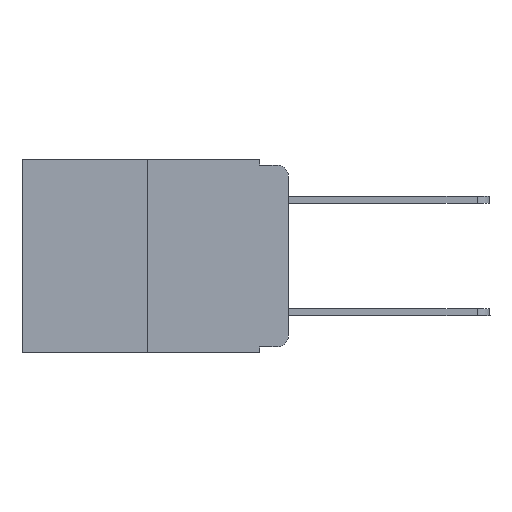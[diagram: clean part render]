
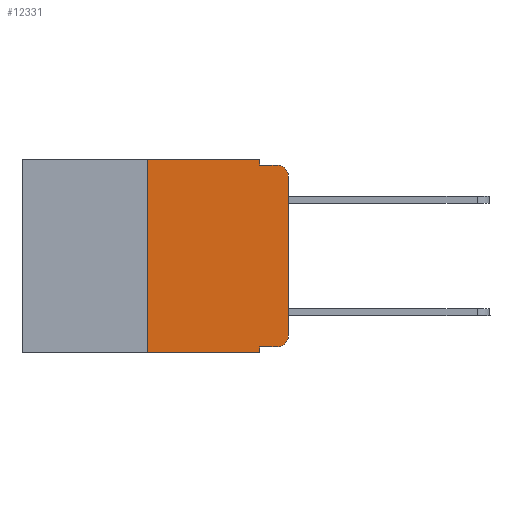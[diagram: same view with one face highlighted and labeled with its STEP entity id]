
A CAD part, left-side view. The second image highlights one B-rep face of the part: STEP entity #12331.
In plain terms, the highlighted planar face has unit normal (-1, 0, 0).
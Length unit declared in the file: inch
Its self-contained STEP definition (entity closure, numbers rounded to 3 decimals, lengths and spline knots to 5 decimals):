
#20 = VECTOR ( 'NONE', #19185, 39.37008 ) ;
#144 = VECTOR ( 'NONE', #14143, 39.37008 ) ;
#444 = VECTOR ( 'NONE', #14038, 39.37008 ) ;
#660 = CARTESIAN_POINT ( 'NONE',  ( 0., 0., 0. ) ) ;
#1125 = CARTESIAN_POINT ( 'NONE',  ( 0., 0., -0.313 ) ) ;
#1685 = CARTESIAN_POINT ( 'NONE',  ( 0., 0.051, 0. ) ) ;
#1737 = EDGE_LOOP ( 'NONE', ( #24306, #16453, #3341, #4164, #7341, #9760, #23611, #2415, #11969, #6456 ) ) ;
#1778 = EDGE_CURVE ( 'NONE', #15667, #2513, #11560, .T. ) ;
#1836 = EDGE_CURVE ( 'NONE', #22486, #20974, #13525, .T. ) ;
#1879 = CARTESIAN_POINT ( 'NONE',  ( 0., 0.473, 0. ) ) ;
#2415 = ORIENTED_EDGE ( 'NONE', *, *, #19740, .F. ) ;
#2513 = VERTEX_POINT ( 'NONE', #23246 ) ;
#2734 = LINE ( 'NONE', #660, #14353 ) ;
#3341 = ORIENTED_EDGE ( 'NONE', *, *, #6555, .F. ) ;
#3395 = DIRECTION ( 'NONE',  ( 0., 0., -1. ) ) ;
#3570 = CIRCLE ( 'NONE', #15331, 0.02 ) ;
#4154 = CARTESIAN_POINT ( 'NONE',  ( 0., 0.02, -0.01 ) ) ;
#4164 = ORIENTED_EDGE ( 'NONE', *, *, #20357, .F. ) ;
#4591 = CARTESIAN_POINT ( 'NONE',  ( 0., 0.25, 0. ) ) ;
#5152 = VERTEX_POINT ( 'NONE', #1125 ) ;
#5591 = DIRECTION ( 'NONE',  ( 0., 0., -1. ) ) ;
#5665 = PLANE ( 'NONE',  #16278 ) ;
#5676 = CARTESIAN_POINT ( 'NONE',  ( 0., 0., -0.03 ) ) ;
#6456 = ORIENTED_EDGE ( 'NONE', *, *, #15180, .T. ) ;
#6554 = CARTESIAN_POINT ( 'NONE',  ( 0., 0.051, -0.333 ) ) ;
#6555 = EDGE_CURVE ( 'NONE', #18294, #20824, #15976, .T. ) ;
#7341 = ORIENTED_EDGE ( 'NONE', *, *, #1836, .F. ) ;
#7616 = FACE_OUTER_BOUND ( 'NONE', #1737, .T. ) ;
#7641 = CARTESIAN_POINT ( 'NONE',  ( 0., 0.473, -0.343 ) ) ;
#7855 = DIRECTION ( 'NONE',  ( 0., 0., -1. ) ) ;
#7897 = DIRECTION ( 'NONE',  ( 0., 0., 1. ) ) ;
#8367 = LINE ( 'NONE', #6554, #444 ) ;
#8695 = DIRECTION ( 'NONE',  ( -1., 0., 0. ) ) ;
#9737 = VERTEX_POINT ( 'NONE', #9900 ) ;
#9760 = ORIENTED_EDGE ( 'NONE', *, *, #12840, .F. ) ;
#9900 = CARTESIAN_POINT ( 'NONE',  ( 0., 0.051, -0.333 ) ) ;
#10077 = DIRECTION ( 'NONE',  ( 0., 0., -1. ) ) ;
#11055 = VERTEX_POINT ( 'NONE', #13835 ) ;
#11560 = LINE ( 'NONE', #7641, #14927 ) ;
#11915 = LINE ( 'NONE', #19414, #20664 ) ;
#11946 = DIRECTION ( 'NONE',  ( 0., 0., 1. ) ) ;
#11969 = ORIENTED_EDGE ( 'NONE', *, *, #18695, .T. ) ;
#12331 = ADVANCED_FACE ( 'NONE', ( #7616 ), #5665, .F. ) ;
#12840 = EDGE_CURVE ( 'NONE', #15667, #22486, #15761, .T. ) ;
#13122 = VERTEX_POINT ( 'NONE', #5676 ) ;
#13285 = DIRECTION ( 'NONE',  ( 0., -1., 0. ) ) ;
#13296 = DIRECTION ( 'NONE',  ( -1., 0., 0. ) ) ;
#13525 = LINE ( 'NONE', #1879, #20 ) ;
#13626 = DIRECTION ( 'NONE',  ( 1., 0., 0. ) ) ;
#13835 = CARTESIAN_POINT ( 'NONE',  ( 0., 0.02, -0.333 ) ) ;
#14038 = DIRECTION ( 'NONE',  ( 0., -1., 0. ) ) ;
#14143 = DIRECTION ( 'NONE',  ( 0., -1., 0. ) ) ;
#14353 = VECTOR ( 'NONE', #7897, 39.37008 ) ;
#14422 = CARTESIAN_POINT ( 'NONE',  ( 0., 0.051, -0.01 ) ) ;
#14698 = DIRECTION ( 'NONE',  ( 0., 0., -1. ) ) ;
#14720 = VECTOR ( 'NONE', #11946, 39.37008 ) ;
#14927 = VECTOR ( 'NONE', #13285, 39.37008 ) ;
#15180 = EDGE_CURVE ( 'NONE', #11055, #5152, #19138, .T. ) ;
#15331 = AXIS2_PLACEMENT_3D ( 'NONE', #24298, #13296, #5591 ) ;
#15602 = AXIS2_PLACEMENT_3D ( 'NONE', #23846, #8695, #14698 ) ;
#15667 = VERTEX_POINT ( 'NONE', #23936 ) ;
#15761 = LINE ( 'NONE', #4591, #14720 ) ;
#15976 = LINE ( 'NONE', #23515, #144 ) ;
#16056 = CARTESIAN_POINT ( 'NONE',  ( 0., 0.051, 0. ) ) ;
#16278 = AXIS2_PLACEMENT_3D ( 'NONE', #18797, #13626, #7855 ) ;
#16453 = ORIENTED_EDGE ( 'NONE', *, *, #18395, .T. ) ;
#18294 = VERTEX_POINT ( 'NONE', #14422 ) ;
#18395 = EDGE_CURVE ( 'NONE', #13122, #20824, #3570, .T. ) ;
#18669 = VECTOR ( 'NONE', #3395, 39.37008 ) ;
#18695 = EDGE_CURVE ( 'NONE', #9737, #11055, #8367, .T. ) ;
#18797 = CARTESIAN_POINT ( 'NONE',  ( 0., 0.473, 0. ) ) ;
#19138 = CIRCLE ( 'NONE', #15602, 0.02 ) ;
#19185 = DIRECTION ( 'NONE',  ( 0., -1., 0. ) ) ;
#19414 = CARTESIAN_POINT ( 'NONE',  ( 0., 0.051, 0. ) ) ;
#19740 = EDGE_CURVE ( 'NONE', #9737, #2513, #20237, .T. ) ;
#19749 = EDGE_CURVE ( 'NONE', #5152, #13122, #2734, .T. ) ;
#20237 = LINE ( 'NONE', #1685, #18669 ) ;
#20357 = EDGE_CURVE ( 'NONE', #20974, #18294, #11915, .T. ) ;
#20664 = VECTOR ( 'NONE', #10077, 39.37008 ) ;
#20824 = VERTEX_POINT ( 'NONE', #4154 ) ;
#20974 = VERTEX_POINT ( 'NONE', #16056 ) ;
#22220 = CARTESIAN_POINT ( 'NONE',  ( 0., 0.25, 0. ) ) ;
#22486 = VERTEX_POINT ( 'NONE', #22220 ) ;
#23246 = CARTESIAN_POINT ( 'NONE',  ( 0., 0.051, -0.343 ) ) ;
#23515 = CARTESIAN_POINT ( 'NONE',  ( 0., 0.051, -0.01 ) ) ;
#23611 = ORIENTED_EDGE ( 'NONE', *, *, #1778, .T. ) ;
#23846 = CARTESIAN_POINT ( 'NONE',  ( 0., 0.02, -0.313 ) ) ;
#23936 = CARTESIAN_POINT ( 'NONE',  ( 0., 0.25, -0.343 ) ) ;
#24298 = CARTESIAN_POINT ( 'NONE',  ( 0., 0.02, -0.03 ) ) ;
#24306 = ORIENTED_EDGE ( 'NONE', *, *, #19749, .T. ) ;
